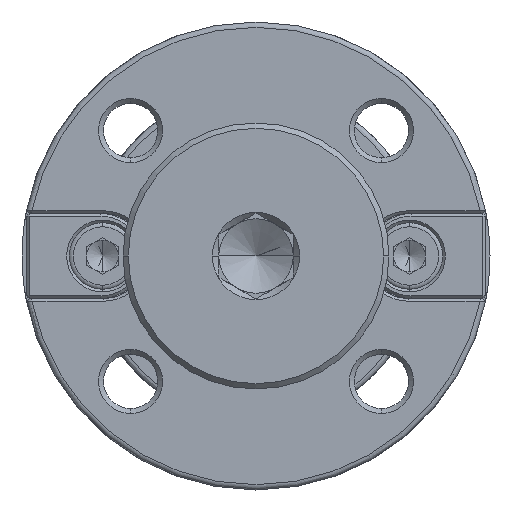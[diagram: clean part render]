
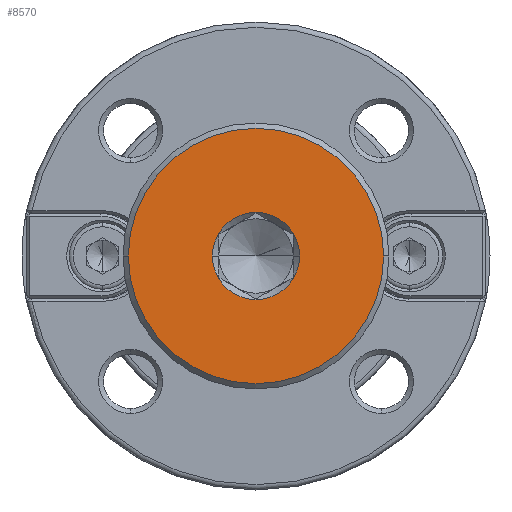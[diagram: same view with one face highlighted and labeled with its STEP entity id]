
A CAD part, front view. The second image highlights one B-rep face of the part: STEP entity #8570.
In plain terms, the highlighted face is planar.
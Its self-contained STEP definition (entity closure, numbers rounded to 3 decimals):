
#74 = CIRCLE ( 'NONE', #9580, 8.2 ) ;
#437 = EDGE_CURVE ( 'NONE', #6708, #3494, #8542, .T. ) ;
#564 = DIRECTION ( 'NONE',  ( -1., 0., 0. ) ) ;
#815 = DIRECTION ( 'NONE',  ( 0., -1., 0. ) ) ;
#1041 = CARTESIAN_POINT ( 'NONE',  ( 0., -8.2, 0. ) ) ;
#1328 = AXIS2_PLACEMENT_3D ( 'NONE', #5409, #6321, #815 ) ;
#1967 = CARTESIAN_POINT ( 'NONE',  ( 0., 0., 0. ) ) ;
#2042 = AXIS2_PLACEMENT_3D ( 'NONE', #1967, #7473, #2761 ) ;
#2098 = ORIENTED_EDGE ( 'NONE', *, *, #8773, .F. ) ;
#2560 = CARTESIAN_POINT ( 'NONE',  ( 0., 0., 0. ) ) ;
#2572 = DIRECTION ( 'NONE',  ( 1., 0., 0. ) ) ;
#2761 = DIRECTION ( 'NONE',  ( 0., 1., 0. ) ) ;
#2879 = ORIENTED_EDGE ( 'NONE', *, *, #9559, .T. ) ;
#3165 = FACE_BOUND ( 'NONE', #5264, .T. ) ;
#3355 = DIRECTION ( 'NONE',  ( 0., -1., 0. ) ) ;
#3494 = VERTEX_POINT ( 'NONE', #8448 ) ;
#3924 = ORIENTED_EDGE ( 'NONE', *, *, #437, .T. ) ;
#3943 = AXIS2_PLACEMENT_3D ( 'NONE', #7289, #2572, #8076 ) ;
#4511 = CIRCLE ( 'NONE', #2042, 24. ) ;
#4622 = EDGE_LOOP ( 'NONE', ( #2098, #6962 ) ) ;
#5260 = PLANE ( 'NONE',  #7510 ) ;
#5264 = EDGE_LOOP ( 'NONE', ( #3924, #2879 ) ) ;
#5409 = CARTESIAN_POINT ( 'NONE',  ( 0., 0., 0. ) ) ;
#6049 = DIRECTION ( 'NONE',  ( 0., -1., 0. ) ) ;
#6321 = DIRECTION ( 'NONE',  ( 1., 0., 0. ) ) ;
#6461 = CIRCLE ( 'NONE', #3943, 24. ) ;
#6477 = VERTEX_POINT ( 'NONE', #7500 ) ;
#6499 = CARTESIAN_POINT ( 'NONE',  ( 0., -24., 0. ) ) ;
#6708 = VERTEX_POINT ( 'NONE', #1041 ) ;
#6962 = ORIENTED_EDGE ( 'NONE', *, *, #9155, .F. ) ;
#7289 = CARTESIAN_POINT ( 'NONE',  ( 0., 0., 0. ) ) ;
#7292 = VERTEX_POINT ( 'NONE', #6499 ) ;
#7350 = FACE_OUTER_BOUND ( 'NONE', #4622, .T. ) ;
#7473 = DIRECTION ( 'NONE',  ( 1., 0., 0. ) ) ;
#7500 = CARTESIAN_POINT ( 'NONE',  ( 0., 24., 0. ) ) ;
#7510 = AXIS2_PLACEMENT_3D ( 'NONE', #9177, #564, #6049 ) ;
#8063 = DIRECTION ( 'NONE',  ( 1., 0., 0. ) ) ;
#8076 = DIRECTION ( 'NONE',  ( 0., 1., 0. ) ) ;
#8448 = CARTESIAN_POINT ( 'NONE',  ( 0., 8.2, 0. ) ) ;
#8542 = CIRCLE ( 'NONE', #1328, 8.2 ) ;
#8570 = ADVANCED_FACE ( 'NONE', ( #3165, #7350 ), #5260, .T. ) ;
#8773 = EDGE_CURVE ( 'NONE', #6477, #7292, #4511, .T. ) ;
#9155 = EDGE_CURVE ( 'NONE', #7292, #6477, #6461, .T. ) ;
#9177 = CARTESIAN_POINT ( 'NONE',  ( 0., 25., 0. ) ) ;
#9559 = EDGE_CURVE ( 'NONE', #3494, #6708, #74, .T. ) ;
#9580 = AXIS2_PLACEMENT_3D ( 'NONE', #2560, #8063, #3355 ) ;
